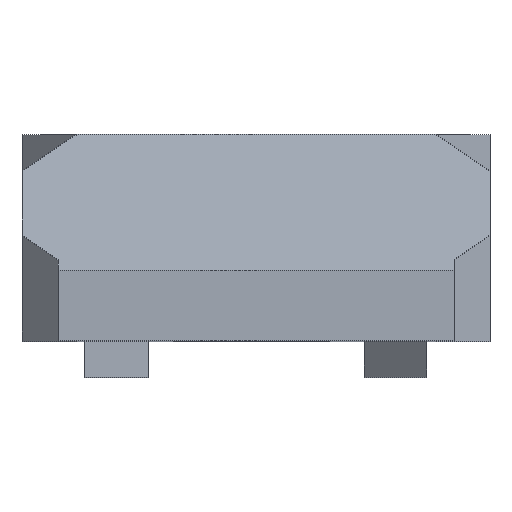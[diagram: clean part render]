
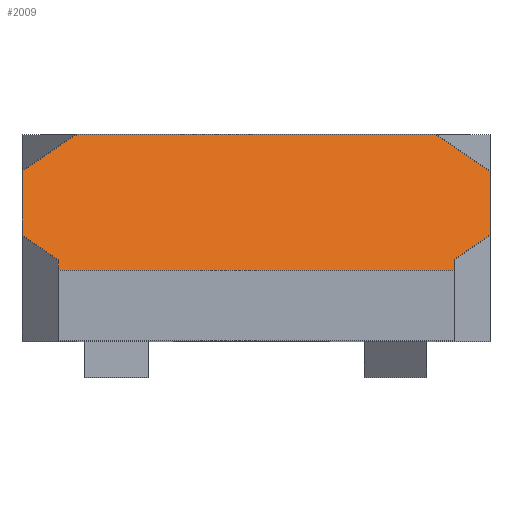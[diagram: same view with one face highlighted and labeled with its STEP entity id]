
A CAD part, top view. The second image highlights one B-rep face of the part: STEP entity #2009.
In plain terms, the highlighted planar face has unit normal (0, 0.824, 0.567).
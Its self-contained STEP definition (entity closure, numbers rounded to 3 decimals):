
#115=PLANE('',#2125);
#208=FACE_OUTER_BOUND('',#321,.T.);
#321=EDGE_LOOP('',(#1703,#1704,#1705,#1706,#1707,#1708,#1709,#1710,#1711,
#1712));
#493=LINE('',#3162,#724);
#497=LINE('',#3170,#728);
#512=LINE('',#3203,#743);
#514=LINE('',#3206,#745);
#516=LINE('',#3210,#747);
#529=LINE('',#3242,#760);
#530=LINE('',#3244,#761);
#531=LINE('',#3246,#762);
#532=LINE('',#3248,#763);
#533=LINE('',#3249,#764);
#724=VECTOR('',#2371,10.);
#728=VECTOR('',#2379,10.);
#743=VECTOR('',#2414,10.);
#745=VECTOR('',#2418,10.);
#747=VECTOR('',#2422,10.);
#760=VECTOR('',#2451,10.);
#761=VECTOR('',#2452,10.);
#762=VECTOR('',#2453,10.);
#763=VECTOR('',#2454,10.);
#764=VECTOR('',#2455,10.);
#983=VERTEX_POINT('',#3154);
#985=VERTEX_POINT('',#3160);
#987=VERTEX_POINT('',#3168);
#994=VERTEX_POINT('',#3200);
#995=VERTEX_POINT('',#3202);
#996=VERTEX_POINT('',#3208);
#1007=VERTEX_POINT('',#3241);
#1008=VERTEX_POINT('',#3243);
#1009=VERTEX_POINT('',#3245);
#1010=VERTEX_POINT('',#3247);
#1219=EDGE_CURVE('',#983,#985,#493,.T.);
#1223=EDGE_CURVE('',#985,#987,#497,.T.);
#1238=EDGE_CURVE('',#995,#994,#512,.T.);
#1240=EDGE_CURVE('',#987,#995,#514,.T.);
#1242=EDGE_CURVE('',#996,#994,#516,.F.);
#1257=EDGE_CURVE('',#996,#1007,#529,.T.);
#1258=EDGE_CURVE('',#1007,#1008,#530,.T.);
#1259=EDGE_CURVE('',#1009,#1008,#531,.T.);
#1260=EDGE_CURVE('',#1010,#1009,#532,.T.);
#1261=EDGE_CURVE('',#983,#1010,#533,.T.);
#1703=ORIENTED_EDGE('',*,*,#1238,.T.);
#1704=ORIENTED_EDGE('',*,*,#1242,.F.);
#1705=ORIENTED_EDGE('',*,*,#1257,.T.);
#1706=ORIENTED_EDGE('',*,*,#1258,.T.);
#1707=ORIENTED_EDGE('',*,*,#1259,.F.);
#1708=ORIENTED_EDGE('',*,*,#1260,.F.);
#1709=ORIENTED_EDGE('',*,*,#1261,.F.);
#1710=ORIENTED_EDGE('',*,*,#1219,.T.);
#1711=ORIENTED_EDGE('',*,*,#1223,.T.);
#1712=ORIENTED_EDGE('',*,*,#1240,.T.);
#2009=ADVANCED_FACE('',(#208),#115,.F.);
#2125=AXIS2_PLACEMENT_3D('',#3240,#2449,#2450);
#2371=DIRECTION('',(-0.636,-0.437,0.636));
#2379=DIRECTION('',(0.,-0.567,0.824));
#2414=DIRECTION('',(0.,-0.567,0.824));
#2418=DIRECTION('',(0.636,-0.437,0.636));
#2422=DIRECTION('',(1.,0.,0.));
#2449=DIRECTION('center_axis',(0.,-0.824,
-0.567));
#2450=DIRECTION('ref_axis',(0.,-0.567,0.824));
#2451=DIRECTION('',(0.,0.567,-0.824));
#2452=DIRECTION('',(0.636,0.437,-0.636));
#2453=DIRECTION('',(0.,-0.567,0.824));
#2454=DIRECTION('',(0.636,-0.437,0.636));
#2455=DIRECTION('',(1.,0.,0.));
#3154=CARTESIAN_POINT('',(-10.,-16.5,17.));
#3160=CARTESIAN_POINT('',(-13.,-18.563,20.));
#3162=CARTESIAN_POINT('',(-11.806,-17.741,18.806));
#3168=CARTESIAN_POINT('',(-13.,-22.118,25.172));
#3170=CARTESIAN_POINT('',(-13.,-16.5,17.));
#3200=CARTESIAN_POINT('',(-11.,-24.063,28.));
#3202=CARTESIAN_POINT('',(-11.,-23.493,27.172));
#3203=CARTESIAN_POINT('',(-11.,-20.235,22.432));
#3206=CARTESIAN_POINT('',(-12.777,-22.271,25.395));
#3208=CARTESIAN_POINT('',(11.,-24.063,28.));
#3210=CARTESIAN_POINT('',(5.,-24.063,28.));
#3240=CARTESIAN_POINT('Origin',(0.,-16.5,17.));
#3241=CARTESIAN_POINT('',(11.,-23.493,27.172));
#3242=CARTESIAN_POINT('',(11.,-20.235,22.432));
#3243=CARTESIAN_POINT('',(13.,-22.118,25.172));
#3244=CARTESIAN_POINT('',(12.777,-22.271,25.395));
#3245=CARTESIAN_POINT('',(13.,-18.563,20.));
#3246=CARTESIAN_POINT('',(13.,-16.5,17.));
#3247=CARTESIAN_POINT('',(10.,-16.5,17.));
#3248=CARTESIAN_POINT('',(9.784,-16.351,16.784));
#3249=CARTESIAN_POINT('',(0.,-16.5,17.));
